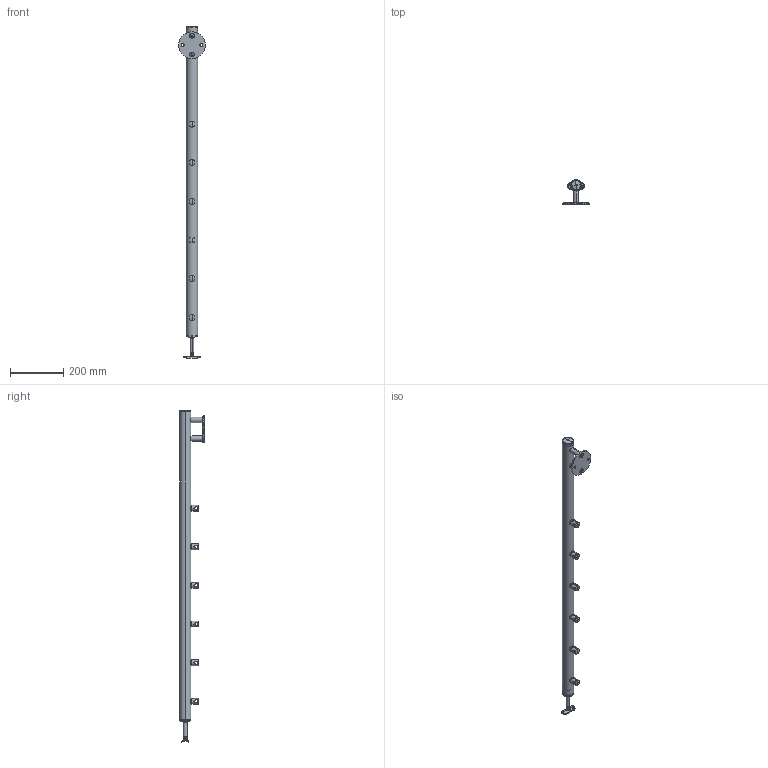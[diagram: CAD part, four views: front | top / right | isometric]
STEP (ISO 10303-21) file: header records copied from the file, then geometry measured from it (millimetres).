
FILE_DESCRIPTION (( 'STEP AP203' ), '1' );
FILE_NAME ('A-BS100-6D12.STEP', '2023-09-26T09:33:02', ( '' ), ( '' ), 'SwSTEP 2.0', 'SolidWorks 2019', '' );
FILE_SCHEMA (( 'CONFIG_CONTROL_DESIGN' ));
Length unit declared in the file: millimetre
Products named in the file (23): A-0718-242.P1; A_0718-242_skupina; A_0830-042.P1; A6_021-6-A.P1^A6_021-6-A(2)_A6_021-6-A; A_5729-242; Skrutka DIN 7991 ZINK._Skrutka M 8x 70^A6_021-6-A(2)_A6_021-6-A; A_0830-042_default; Skrutka DIN 913_SKRUTKA M 5X 5; A-0718-242.P2; A-BS100-6D12; DIN 914_SKRUTKA M 5X 5; A6_021-6-A.P3^A6_021-6-A(2)_A6_021-6-A; A6_021-6-A_skupina; M6x10; A6_021-6-A(2)^A6_021-6-A; A_0830-042.P2; A6_021-6-A.P2^A6_021-6-A(2)_A6_021-6-A; PART 1 -42,4x2-1154
Assembly tree (44 placements, depth 4):
  A-BS100-6D12
    PART 1 -42,4x2-1154
    A_0830-042_default
      A_0830-042.P1
      A_0830-042.P2
      Skrutka DIN 913_SKRUTKA M 5X 5
      DIN 914_SKRUTKA M 5X 5
    A_0830-042_default
      A_0830-042.P1
      A_0830-042.P2
      Skrutka DIN 913_SKRUTKA M 5X 5
      DIN 914_SKRUTKA M 5X 5
    A_0830-042_default
      A_0830-042.P1
      A_0830-042.P2
      Skrutka DIN 913_SKRUTKA M 5X 5
      DIN 914_SKRUTKA M 5X 5
    A_0830-042_default
      A_0830-042.P1
      A_0830-042.P2
      Skrutka DIN 913_SKRUTKA M 5X 5
      DIN 914_SKRUTKA M 5X 5
    A_0830-042_default
      A_0830-042.P1
      A_0830-042.P2
      Skrutka DIN 913_SKRUTKA M 5X 5
      DIN 914_SKRUTKA M 5X 5
    A_0830-042_default
      A_0830-042.P1
      A_0830-042.P2
      Skrutka DIN 913_SKRUTKA M 5X 5
      DIN 914_SKRUTKA M 5X 5
    A_0718-242_skupina
      M6x10
      A-0718-242.P1
      A-0718-242.P2
    A6_021-6-A_skupina
      A6_021-6-A(2)^A6_021-6-A
        A6_021-6-A.P1^A6_021-6-A(2)_A6_021-6-A
        A6_021-6-A.P3^A6_021-6-A(2)_A6_021-6-A  x2
        A6_021-6-A.P2^A6_021-6-A(2)_A6_021-6-A
        Skrutka DIN 7991 ZINK._Skrutka M 8x 70^A6_021-6-A(2)_A6_021-6-A  x2
    A_5729-242
Bounding box: 100 x 92.9 x 1245.58 mm (x, y, z)
Volume: 431505.8 mm3; surface area: 385070.1 mm2
Topology: 35 solids, 35 shells, 1360 faces, 3260 edges, 1971 vertices
Faces by surface type: plane 794, cylinder 366, cone 104, bspline 46, torus 30, sphere 20
Entity records: 41416 total; most frequent: CARTESIAN_POINT 14681, DIRECTION 5176, ORIENTED_EDGE 4840, EDGE_CURVE 2420, AXIS2_PLACEMENT_3D 1908, VERTEX_POINT 1454, LINE 1360, VECTOR 1360
